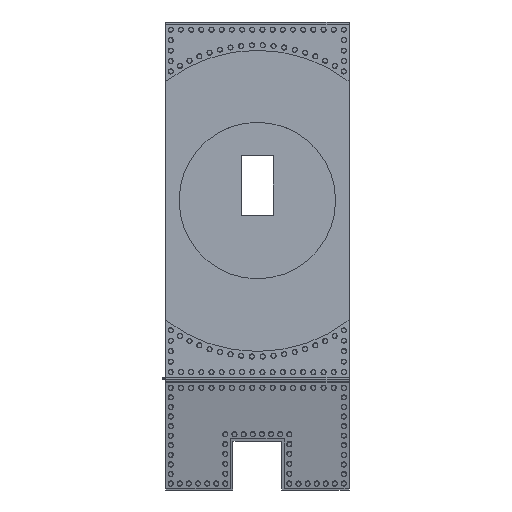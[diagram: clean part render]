
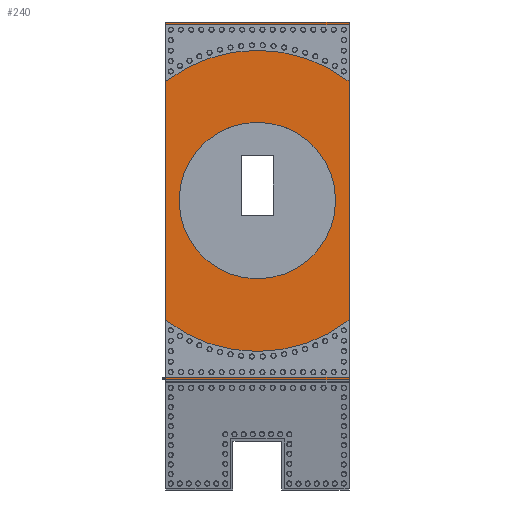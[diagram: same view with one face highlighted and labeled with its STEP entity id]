
A CAD part, top view. The second image highlights one B-rep face of the part: STEP entity #240.
In plain terms, the highlighted planar face has unit normal (0, 0, 1).
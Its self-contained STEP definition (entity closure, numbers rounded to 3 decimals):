
#181=CARTESIAN_POINT('',(45.3,-0.228,2.));
#182=DIRECTION('',(0.,0.,1.));
#183=DIRECTION('',(-1.,0.,0.));
#184=AXIS2_PLACEMENT_3D('',#181,#182,#183);
#185=PLANE('',#184);
#186=CARTESIAN_POINT('',(0.05,139.25,2.));
#187=VERTEX_POINT('',#186);
#188=CARTESIAN_POINT('',(71.55,139.25,2.));
#189=VERTEX_POINT('',#188);
#190=CARTESIAN_POINT('',(0.05,139.25,2.));
#191=DIRECTION('',(1.,0.,-0.));
#192=VECTOR('',#191,71.5);
#193=LINE('',#190,#192);
#194=EDGE_CURVE('',#187,#189,#193,.T.);
#195=ORIENTED_EDGE('',*,*,#194,.F.);
#196=CARTESIAN_POINT('',(0.05,-0.228,2.));
#197=VERTEX_POINT('',#196);
#198=CARTESIAN_POINT('',(0.05,-0.228,2.));
#199=DIRECTION('',(0.,1.,0.));
#200=VECTOR('',#199,139.478);
#201=LINE('',#198,#200);
#202=EDGE_CURVE('',#197,#187,#201,.T.);
#203=ORIENTED_EDGE('',*,*,#202,.F.);
#204=CARTESIAN_POINT('',(71.55,-0.228,2.));
#205=VERTEX_POINT('',#204);
#206=CARTESIAN_POINT('',(0.05,-0.228,2.));
#207=DIRECTION('',(1.,0.,-0.));
#208=VECTOR('',#207,71.5);
#209=LINE('',#206,#208);
#210=EDGE_CURVE('',#197,#205,#209,.T.);
#211=ORIENTED_EDGE('',*,*,#210,.T.);
#212=CARTESIAN_POINT('',(71.55,-0.228,2.));
#213=DIRECTION('',(0.,1.,0.));
#214=VECTOR('',#213,139.478);
#215=LINE('',#212,#214);
#216=EDGE_CURVE('',#205,#189,#215,.T.);
#217=ORIENTED_EDGE('',*,*,#216,.T.);
#218=EDGE_LOOP('',(#195,#203,#211,#217));
#219=FACE_BOUND('',#218,.T.);
#220=CARTESIAN_POINT('',(66.3,69.647,2.));
#221=VERTEX_POINT('',#220);
#222=CARTESIAN_POINT('',(5.3,69.647,2.));
#223=VERTEX_POINT('',#222);
#224=CARTESIAN_POINT('',(35.8,69.647,2.));
#225=DIRECTION('',(-0.,-0.,-1.));
#226=DIRECTION('',(1.,0.,-0.));
#227=AXIS2_PLACEMENT_3D('',#224,#225,#226);
#228=CIRCLE('',#227,30.5);
#229=EDGE_CURVE('',#221,#223,#228,.T.);
#230=ORIENTED_EDGE('',*,*,#229,.T.);
#231=CARTESIAN_POINT('',(35.8,69.647,2.));
#232=DIRECTION('',(-0.,-0.,-1.));
#233=DIRECTION('',(1.,0.,-0.));
#234=AXIS2_PLACEMENT_3D('',#231,#232,#233);
#235=CIRCLE('',#234,30.5);
#236=EDGE_CURVE('',#223,#221,#235,.T.);
#237=ORIENTED_EDGE('',*,*,#236,.T.);
#238=EDGE_LOOP('',(#230,#237));
#239=FACE_BOUND('',#238,.T.);
#240=ADVANCED_FACE('',(#219,#239),#185,.T.);
